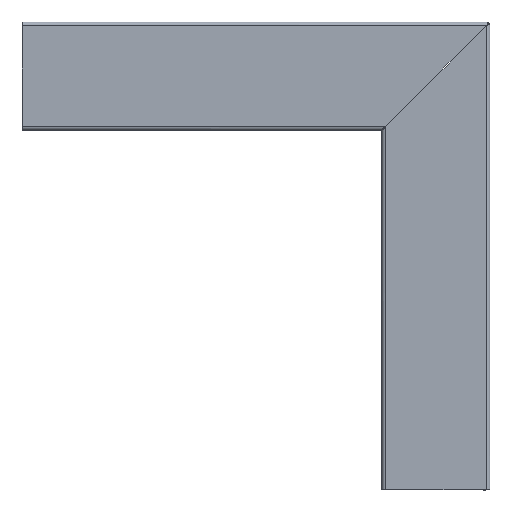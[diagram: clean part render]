
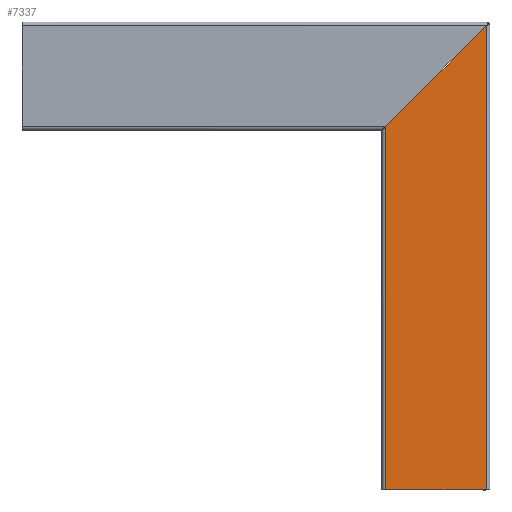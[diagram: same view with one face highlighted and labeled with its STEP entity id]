
A CAD part, front view. The second image highlights one B-rep face of the part: STEP entity #7337.
In plain terms, the highlighted planar face has unit normal (0, -1, 0).
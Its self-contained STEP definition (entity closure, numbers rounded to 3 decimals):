
#191 = VERTEX_POINT ( 'NONE', #6659 ) ;
#800 = VERTEX_POINT ( 'NONE', #6229 ) ;
#1418 = VERTEX_POINT ( 'NONE', #11193 ) ;
#1641 = DIRECTION ( 'NONE',  ( 0., -1., 0. ) ) ;
#1738 = VECTOR ( 'NONE', #2049, 1000. ) ;
#2049 = DIRECTION ( 'NONE',  ( 0., 0., -1. ) ) ;
#2136 = DIRECTION ( 'NONE',  ( 0.707, 0., 0.707 ) ) ;
#2233 = ORIENTED_EDGE ( 'NONE', *, *, #3141, .T. ) ;
#2239 = VECTOR ( 'NONE', #7607, 1000. ) ;
#2600 = EDGE_CURVE ( 'NONE', #1418, #4528, #3370, .T. ) ;
#3141 = EDGE_CURVE ( 'NONE', #191, #4528, #6100, .T. ) ;
#3239 = EDGE_CURVE ( 'NONE', #191, #800, #9017, .T. ) ;
#3285 = EDGE_CURVE ( 'NONE', #800, #1418, #3828, .T. ) ;
#3370 = LINE ( 'NONE', #11305, #4023 ) ;
#3644 = CARTESIAN_POINT ( 'NONE',  ( 3., -75., 388.5 ) ) ;
#3828 = LINE ( 'NONE', #10557, #2239 ) ;
#4023 = VECTOR ( 'NONE', #6431, 1000. ) ;
#4528 = VERTEX_POINT ( 'NONE', #9392 ) ;
#6100 = LINE ( 'NONE', #8086, #1738 ) ;
#6229 = CARTESIAN_POINT ( 'NONE',  ( 87., -75., -2.024 ) ) ;
#6431 = DIRECTION ( 'NONE',  ( -1., 0., 0. ) ) ;
#6659 = CARTESIAN_POINT ( 'NONE',  ( 3., -75., -86.024 ) ) ;
#7337 = ADVANCED_FACE ( 'NONE', ( #7653 ), #12683, .T. ) ;
#7607 = DIRECTION ( 'NONE',  ( 0., 0., -1. ) ) ;
#7653 = FACE_OUTER_BOUND ( 'NONE', #10597, .T. ) ;
#8086 = CARTESIAN_POINT ( 'NONE',  ( 3., -75., 388.5 ) ) ;
#8683 = DIRECTION ( 'NONE',  ( 0., 0., -1. ) ) ;
#9017 = LINE ( 'NONE', #12207, #12811 ) ;
#9392 = CARTESIAN_POINT ( 'NONE',  ( 3., -75., -388.5 ) ) ;
#9680 = ORIENTED_EDGE ( 'NONE', *, *, #2600, .F. ) ;
#10557 = CARTESIAN_POINT ( 'NONE',  ( 87., -75., 388.5 ) ) ;
#10597 = EDGE_LOOP ( 'NONE', ( #12281, #2233, #9680, #12240 ) ) ;
#11193 = CARTESIAN_POINT ( 'NONE',  ( 87., -75., -388.5 ) ) ;
#11305 = CARTESIAN_POINT ( 'NONE',  ( 3., -75., -388.5 ) ) ;
#12092 = AXIS2_PLACEMENT_3D ( 'NONE', #3644, #1641, #8683 ) ;
#12207 = CARTESIAN_POINT ( 'NONE',  ( 240.262, -75., 151.238 ) ) ;
#12240 = ORIENTED_EDGE ( 'NONE', *, *, #3285, .F. ) ;
#12281 = ORIENTED_EDGE ( 'NONE', *, *, #3239, .F. ) ;
#12683 = PLANE ( 'NONE',  #12092 ) ;
#12811 = VECTOR ( 'NONE', #2136, 1000. ) ;
